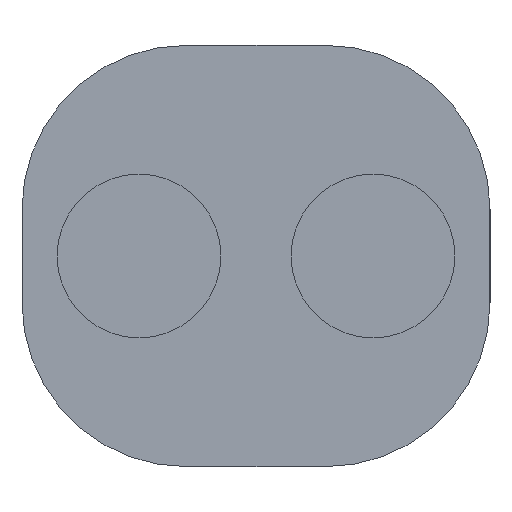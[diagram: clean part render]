
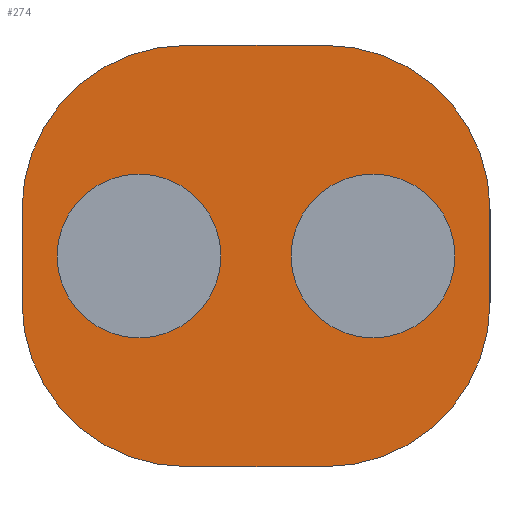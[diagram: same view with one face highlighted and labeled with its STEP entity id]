
A CAD part, left-side view. The second image highlights one B-rep face of the part: STEP entity #274.
In plain terms, the highlighted planar face has unit normal (-1, 0, 0).
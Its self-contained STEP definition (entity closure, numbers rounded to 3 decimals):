
#15=FACE_BOUND('',#57,.T.);
#16=FACE_BOUND('',#58,.T.);
#23=PLANE('',#322);
#38=FACE_OUTER_BOUND('',#56,.T.);
#56=EDGE_LOOP('',(#209,#210,#211,#212,#213,#214,#215,#216));
#57=EDGE_LOOP('',(#217));
#58=EDGE_LOOP('',(#218));
#75=LINE('',#467,#95);
#76=LINE('',#471,#96);
#77=LINE('',#475,#97);
#78=LINE('',#478,#98);
#95=VECTOR('',#385,10.);
#96=VECTOR('',#388,10.);
#97=VECTOR('',#391,10.);
#98=VECTOR('',#394,10.);
#111=CIRCLE('',#307,3.5);
#115=CIRCLE('',#315,3.5);
#118=CIRCLE('',#321,7.);
#119=CIRCLE('',#323,7.);
#120=CIRCLE('',#324,7.);
#121=CIRCLE('',#325,7.);
#127=VERTEX_POINT('',#435);
#131=VERTEX_POINT('',#449);
#135=VERTEX_POINT('',#460);
#136=VERTEX_POINT('',#462);
#137=VERTEX_POINT('',#466);
#138=VERTEX_POINT('',#468);
#139=VERTEX_POINT('',#470);
#140=VERTEX_POINT('',#472);
#141=VERTEX_POINT('',#474);
#142=VERTEX_POINT('',#476);
#152=EDGE_CURVE('',#127,#127,#111,.T.);
#158=EDGE_CURVE('',#131,#131,#115,.T.);
#163=EDGE_CURVE('',#135,#136,#118,.T.);
#165=EDGE_CURVE('',#135,#137,#75,.T.);
#166=EDGE_CURVE('',#138,#137,#119,.T.);
#167=EDGE_CURVE('',#139,#138,#76,.T.);
#168=EDGE_CURVE('',#140,#139,#120,.T.);
#169=EDGE_CURVE('',#141,#140,#77,.T.);
#170=EDGE_CURVE('',#142,#141,#121,.T.);
#171=EDGE_CURVE('',#142,#136,#78,.T.);
#209=ORIENTED_EDGE('',*,*,#163,.F.);
#210=ORIENTED_EDGE('',*,*,#165,.T.);
#211=ORIENTED_EDGE('',*,*,#166,.F.);
#212=ORIENTED_EDGE('',*,*,#167,.F.);
#213=ORIENTED_EDGE('',*,*,#168,.F.);
#214=ORIENTED_EDGE('',*,*,#169,.F.);
#215=ORIENTED_EDGE('',*,*,#170,.F.);
#216=ORIENTED_EDGE('',*,*,#171,.T.);
#217=ORIENTED_EDGE('',*,*,#152,.T.);
#218=ORIENTED_EDGE('',*,*,#158,.T.);
#274=ADVANCED_FACE('',(#38,#15,#16),#23,.T.);
#307=AXIS2_PLACEMENT_3D('',#436,#348,#349);
#315=AXIS2_PLACEMENT_3D('',#450,#366,#367);
#321=AXIS2_PLACEMENT_3D('',#463,#380,#381);
#322=AXIS2_PLACEMENT_3D('',#465,#383,#384);
#323=AXIS2_PLACEMENT_3D('',#469,#386,#387);
#324=AXIS2_PLACEMENT_3D('',#473,#389,#390);
#325=AXIS2_PLACEMENT_3D('',#477,#392,#393);
#348=DIRECTION('center_axis',(1.,0.,0.));
#349=DIRECTION('ref_axis',(0.,0.,-1.));
#366=DIRECTION('center_axis',(1.,0.,0.));
#367=DIRECTION('ref_axis',(0.,0.,-1.));
#380=DIRECTION('center_axis',(1.,0.,0.));
#381=DIRECTION('ref_axis',(0.,-0.707,-0.707));
#383=DIRECTION('center_axis',(-1.,0.,0.));
#384=DIRECTION('ref_axis',(0.,-1.,0.));
#385=DIRECTION('',(0.,0.,1.));
#386=DIRECTION('center_axis',(1.,0.,0.));
#387=DIRECTION('ref_axis',(0.,-0.707,0.707));
#388=DIRECTION('',(0.,-1.,0.));
#389=DIRECTION('center_axis',(1.,0.,0.));
#390=DIRECTION('ref_axis',(0.,0.707,0.707));
#391=DIRECTION('',(0.,0.,1.));
#392=DIRECTION('center_axis',(1.,0.,0.));
#393=DIRECTION('ref_axis',(0.,0.707,-0.707));
#394=DIRECTION('',(0.,-1.,0.));
#435=CARTESIAN_POINT('',(-29.707,0.638,12.5));
#436=CARTESIAN_POINT('Origin',(-29.707,0.638,9.));
#449=CARTESIAN_POINT('',(-29.707,10.638,12.5));
#450=CARTESIAN_POINT('Origin',(-29.707,10.638,9.));
#460=CARTESIAN_POINT('',(-29.707,-4.362,7.));
#462=CARTESIAN_POINT('',(-29.707,2.638,0.));
#463=CARTESIAN_POINT('Origin',(-29.707,2.638,7.));
#465=CARTESIAN_POINT('Origin',(-29.707,15.638,0.));
#466=CARTESIAN_POINT('',(-29.707,-4.362,11.));
#467=CARTESIAN_POINT('',(-29.707,-4.362,0.));
#468=CARTESIAN_POINT('',(-29.707,2.638,18.));
#469=CARTESIAN_POINT('Origin',(-29.707,2.638,11.));
#470=CARTESIAN_POINT('',(-29.707,8.638,18.));
#471=CARTESIAN_POINT('',(-29.707,15.638,18.));
#472=CARTESIAN_POINT('',(-29.707,15.638,11.));
#473=CARTESIAN_POINT('Origin',(-29.707,8.638,11.));
#474=CARTESIAN_POINT('',(-29.707,15.638,7.));
#475=CARTESIAN_POINT('',(-29.707,15.638,0.));
#476=CARTESIAN_POINT('',(-29.707,8.638,0.));
#477=CARTESIAN_POINT('Origin',(-29.707,8.638,7.));
#478=CARTESIAN_POINT('',(-29.707,15.638,0.));
